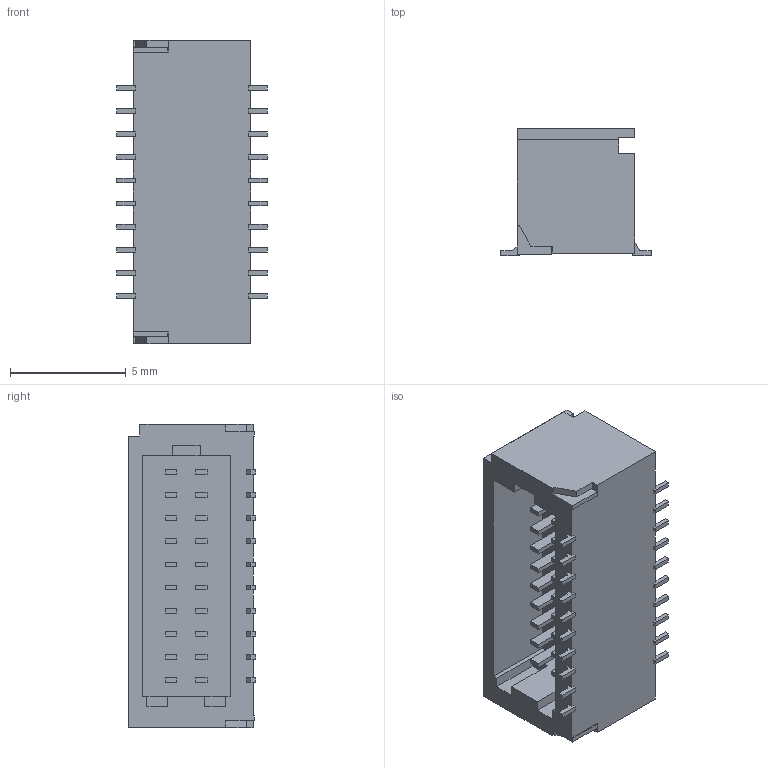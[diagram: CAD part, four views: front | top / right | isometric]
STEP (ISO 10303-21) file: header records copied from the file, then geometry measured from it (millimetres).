
FILE_DESCRIPTION (( 'STEP AP214' ), '1' );
FILE_NAME ('SM20B-SRDS-G.STEP', '2012-03-26T00:12:16', ( ' ' ), ( ' ' ), 'SwSTEP 2.0', 'SolidWorks 2005235', '' );
FILE_SCHEMA (( 'AUTOMOTIVE_DESIGN' ));
Length unit declared in the file: millimetre
Products named in the file (1): SM20B-SRDS-G
Bounding box: 6.5 x 5.5 x 13.1 mm (x, y, z)
Volume: 235.4 mm3; surface area: 499.8 mm2
Topology: 1 solids, 1 shells, 287 faces, 790 edges, 526 vertices
Faces by surface type: plane 287
Entity records: 12108 total; most frequent: CARTESIAN_POINT 1604, ORIENTED_EDGE 1580, DIRECTION 1366, EDGE_CURVE 790, VECTOR 790, LINE 790, VERTEX_POINT 526, EDGE_LOOP 308
